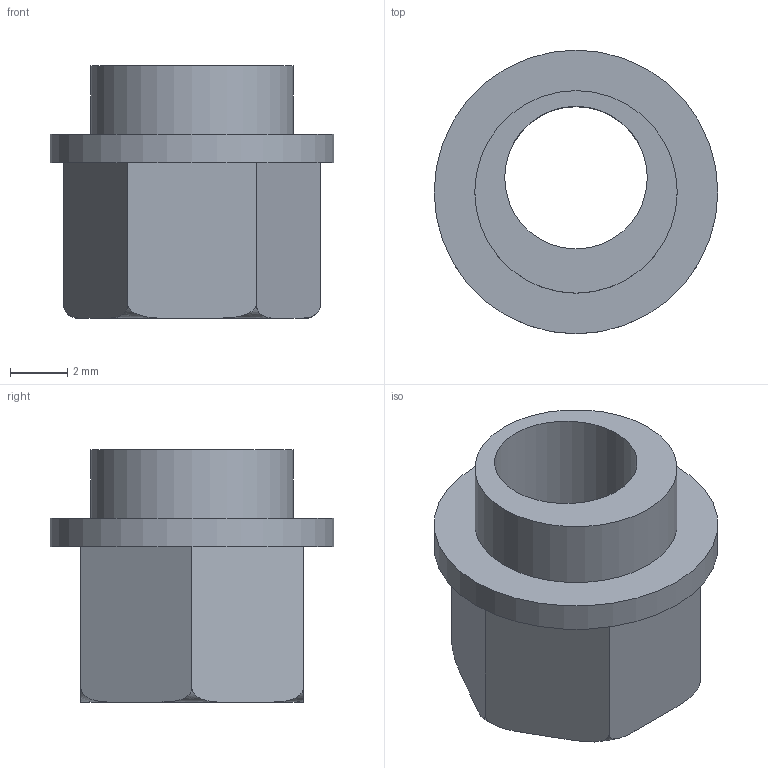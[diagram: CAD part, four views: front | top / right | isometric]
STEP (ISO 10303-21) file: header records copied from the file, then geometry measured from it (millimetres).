
FILE_DESCRIPTION(/* description */ (''),/* implementation_level */ '2;1');
FILE_NAME(/* name */ 'FLANGE ECCENTRICSPACER (7.87HEX.8.5).stp',/* time_stamp */ '2023-03-01T15:17:58+02:00',/* author */ ('arnold.brand'),/* organization */ (''),/* preprocessor_version */ 'ST-DEVELOPER v19.2',/* originating_system */ 'Autodesk Inventor 2023',/* authorisation */ '');
FILE_SCHEMA (('AUTOMOTIVE_DESIGN { 1 0 10303 214 3 1 1 }'));
Length unit declared in the file: millimetre
Products named in the file (1): FLANGE ECCENTRICSPACER (7.87HEX.8.5)
Bounding box: 9.95 x 9.95 x 8.85 mm (x, y, z)
Volume: 286 mm3; surface area: 486.3 mm2
Topology: 1 solids, 1 shells, 19 faces, 45 edges, 30 vertices
Faces by surface type: plane 10, torus 6, cylinder 3
Full cylindrical faces by diameter (mm): 5 x1, 7.1 x1, 9.95 x1
Entity records: 702 total; most frequent: CARTESIAN_POINT 223, ORIENTED_EDGE 90, DIRECTION 85, EDGE_CURVE 45, AXIS2_PLACEMENT_3D 32, VERTEX_POINT 30, EDGE_LOOP 23, LINE 21
